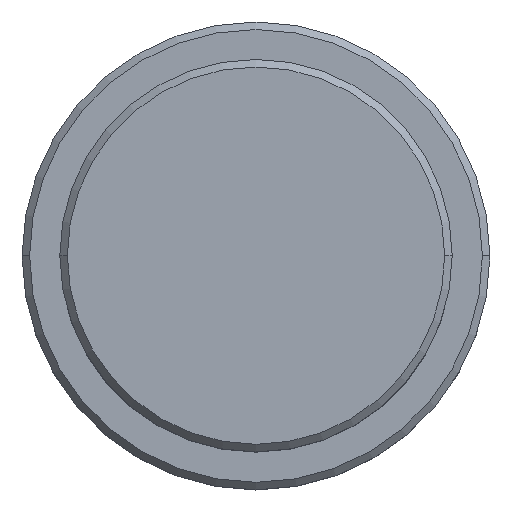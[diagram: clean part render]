
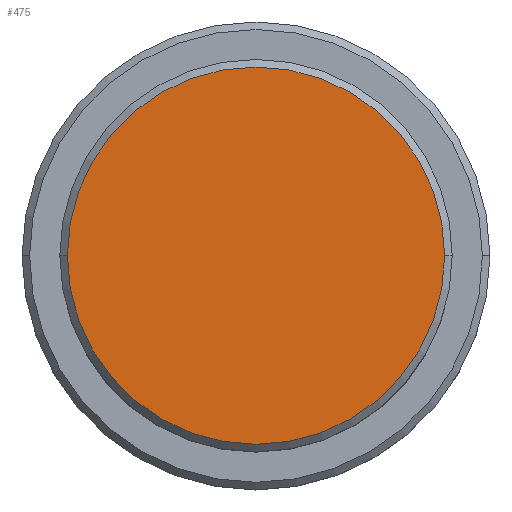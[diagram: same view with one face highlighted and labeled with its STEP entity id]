
A CAD part, top view. The second image highlights one B-rep face of the part: STEP entity #475.
In plain terms, the highlighted planar face has unit normal (0, 0, 1).
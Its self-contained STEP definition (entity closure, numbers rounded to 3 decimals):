
#154 = VERTEX_POINT ( 'NONE', #198 ) ;
#198 = CARTESIAN_POINT ( 'NONE',  ( -12.5, 0., 0. ) ) ;
#205 = CARTESIAN_POINT ( 'NONE',  ( 0., 0., 0. ) ) ;
#267 = CIRCLE ( 'NONE', #401, 12.5 ) ;
#311 = DIRECTION ( 'NONE',  ( 0., 0., 1. ) ) ;
#320 = EDGE_LOOP ( 'NONE', ( #827, #1416 ) ) ;
#349 = DIRECTION ( 'NONE',  ( 1., 0., 0. ) ) ;
#401 = AXIS2_PLACEMENT_3D ( 'NONE', #443, #990, #770 ) ;
#424 = AXIS2_PLACEMENT_3D ( 'NONE', #205, #311, #669 ) ;
#443 = CARTESIAN_POINT ( 'NONE',  ( 0., 0., 0. ) ) ;
#475 = ADVANCED_FACE ( 'NONE', ( #1206 ), #533, .T. ) ;
#526 = EDGE_CURVE ( 'NONE', #801, #154, #1033, .T. ) ;
#533 = PLANE ( 'NONE',  #673 ) ;
#556 = EDGE_CURVE ( 'NONE', #154, #801, #267, .T. ) ;
#669 = DIRECTION ( 'NONE',  ( 1., 0., 0. ) ) ;
#673 = AXIS2_PLACEMENT_3D ( 'NONE', #680, #1003, #349 ) ;
#680 = CARTESIAN_POINT ( 'NONE',  ( 0., 0., 0. ) ) ;
#770 = DIRECTION ( 'NONE',  ( 1., 0., 0. ) ) ;
#801 = VERTEX_POINT ( 'NONE', #1287 ) ;
#827 = ORIENTED_EDGE ( 'NONE', *, *, #556, .T. ) ;
#990 = DIRECTION ( 'NONE',  ( 0., 0., 1. ) ) ;
#1003 = DIRECTION ( 'NONE',  ( 0., 0., 1. ) ) ;
#1033 = CIRCLE ( 'NONE', #424, 12.5 ) ;
#1206 = FACE_OUTER_BOUND ( 'NONE', #320, .T. ) ;
#1287 = CARTESIAN_POINT ( 'NONE',  ( 12.5, 0., 0. ) ) ;
#1416 = ORIENTED_EDGE ( 'NONE', *, *, #526, .T. ) ;
